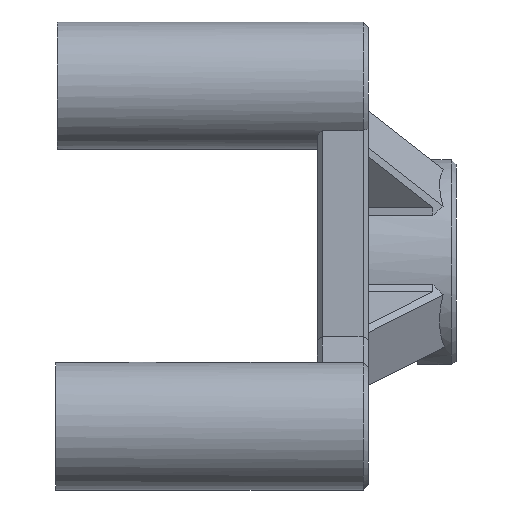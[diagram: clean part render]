
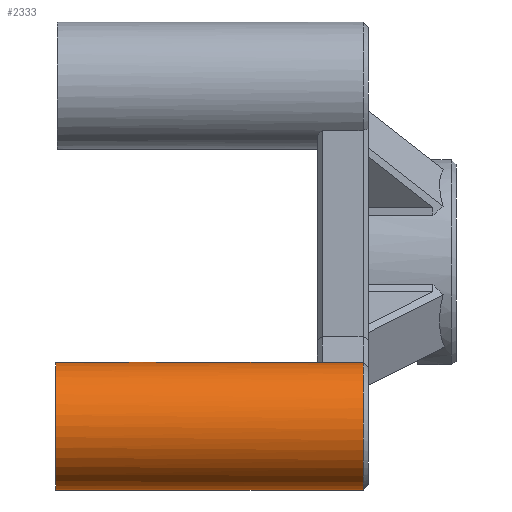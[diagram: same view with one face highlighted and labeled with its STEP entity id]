
A CAD part, left-side view. The second image highlights one B-rep face of the part: STEP entity #2333.
In plain terms, the highlighted cylindrical face has radius 5 mm (diameter 10 mm), a full revolution.
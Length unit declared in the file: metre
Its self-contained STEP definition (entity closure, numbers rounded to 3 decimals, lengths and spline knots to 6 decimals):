
#22=CYLINDRICAL_SURFACE('',#2574,0.005);
#58=CIRCLE('',#2409,0.005);
#60=CIRCLE('',#2415,0.005);
#87=CIRCLE('',#2512,0.005);
#102=CIRCLE('',#2565,0.005);
#106=CIRCLE('',#2572,0.005);
#113=ELLIPSE('',#2367,0.007071,0.005);
#116=ELLIPSE('',#2378,0.007071,0.005);
#117=ELLIPSE('',#2380,0.007071,0.005);
#122=ELLIPSE('',#2397,0.007071,0.005);
#139=ELLIPSE('',#2561,0.007071,0.005);
#679=ORIENTED_EDGE('',*,*,#880,.F.);
#680=ORIENTED_EDGE('',*,*,#1110,.F.);
#681=ORIENTED_EDGE('',*,*,#1046,.F.);
#682=ORIENTED_EDGE('',*,*,#805,.T.);
#683=ORIENTED_EDGE('',*,*,#865,.T.);
#684=ORIENTED_EDGE('',*,*,#845,.F.);
#685=ORIENTED_EDGE('',*,*,#867,.F.);
#686=ORIENTED_EDGE('',*,*,#1114,.T.);
#687=ORIENTED_EDGE('',*,*,#1107,.T.);
#688=ORIENTED_EDGE('',*,*,#877,.T.);
#689=ORIENTED_EDGE('',*,*,#823,.F.);
#690=ORIENTED_EDGE('',*,*,#874,.F.);
#691=ORIENTED_EDGE('',*,*,#821,.F.);
#692=ORIENTED_EDGE('',*,*,#1043,.F.);
#805=EDGE_CURVE('',#1136,#1135,#113,.T.);
#821=EDGE_CURVE('',#1151,#1152,#116,.T.);
#823=EDGE_CURVE('',#1153,#1154,#117,.T.);
#845=EDGE_CURVE('',#1171,#1172,#122,.T.);
#865=EDGE_CURVE('',#1135,#1172,#58,.T.);
#867=EDGE_CURVE('',#1184,#1171,#1381,.T.);
#874=EDGE_CURVE('',#1152,#1153,#60,.T.);
#877=EDGE_CURVE('',#1188,#1154,#1389,.T.);
#880=EDGE_CURVE('',#1144,#1151,#1392,.T.);
#1043=EDGE_CURVE('',#1307,#1307,#87,.T.);
#1046=EDGE_CURVE('',#1136,#1310,#1521,.T.);
#1107=EDGE_CURVE('',#1335,#1188,#139,.T.);
#1110=EDGE_CURVE('',#1310,#1144,#102,.T.);
#1114=EDGE_CURVE('',#1184,#1335,#106,.T.);
#1135=VERTEX_POINT('',#3304);
#1136=VERTEX_POINT('',#3306);
#1144=VERTEX_POINT('',#3324);
#1151=VERTEX_POINT('',#3340);
#1152=VERTEX_POINT('',#3342);
#1153=VERTEX_POINT('',#3346);
#1154=VERTEX_POINT('',#3347);
#1171=VERTEX_POINT('',#3398);
#1172=VERTEX_POINT('',#3399);
#1184=VERTEX_POINT('',#3441);
#1188=VERTEX_POINT('',#3459);
#1307=VERTEX_POINT('',#3804);
#1310=VERTEX_POINT('',#3814);
#1335=VERTEX_POINT('',#3926);
#1381=LINE('',#3440,#1612);
#1389=LINE('',#3458,#1620);
#1392=LINE('',#3463,#1623);
#1521=LINE('',#3813,#1752);
#1612=VECTOR('',#2729,1.);
#1620=VECTOR('',#2749,1.);
#1623=VECTOR('',#2754,1.);
#1752=VECTOR('',#3083,1.);
#1936=EDGE_LOOP('',(#679,#680,#681,#682,#683,#684,#685,#686,#687,#688,#689,
#690,#691));
#1937=EDGE_LOOP('',(#692));
#2086=FACE_BOUND('',#1936,.T.);
#2087=FACE_BOUND('',#1937,.T.);
#2333=ADVANCED_FACE('',(#2086,#2087),#22,.T.);
#2367=AXIS2_PLACEMENT_3D('',#3305,#2605,#2606);
#2378=AXIS2_PLACEMENT_3D('',#3341,#2636,#2637);
#2380=AXIS2_PLACEMENT_3D('',#3345,#2641,#2642);
#2397=AXIS2_PLACEMENT_3D('',#3397,#2684,#2685);
#2409=AXIS2_PLACEMENT_3D('',#3437,#2723,#2724);
#2415=AXIS2_PLACEMENT_3D('',#3453,#2742,#2743);
#2512=AXIS2_PLACEMENT_3D('',#3803,#3069,#3070);
#2561=AXIS2_PLACEMENT_3D('',#3925,#3212,#3213);
#2565=AXIS2_PLACEMENT_3D('',#3931,#3221,#3222);
#2572=AXIS2_PLACEMENT_3D('',#3938,#3235,#3236);
#2574=AXIS2_PLACEMENT_3D('',#3940,#3239,#3240);
#2605=DIRECTION('',(-0.348,0.707,0.615));
#2606=DIRECTION('',(-0.348,-0.707,0.615));
#2636=DIRECTION('',(0.,-0.707,0.707));
#2637=DIRECTION('',(0.,0.707,0.707));
#2641=DIRECTION('',(0.,-0.707,-0.707));
#2642=DIRECTION('',(0.,0.707,-0.707));
#2684=DIRECTION('',(-0.348,-0.707,0.615));
#2685=DIRECTION('',(0.348,-0.707,-0.615));
#2723=DIRECTION('',(0.,1.,0.));
#2724=DIRECTION('',(0.,0.,-1.));
#2729=DIRECTION('',(0.,1.,0.));
#2742=DIRECTION('',(0.,-1.,0.));
#2743=DIRECTION('',(0.,0.,-1.));
#2749=DIRECTION('',(0.,1.,0.));
#2754=DIRECTION('',(0.,1.,0.));
#3069=DIRECTION('',(0.,1.,0.));
#3070=DIRECTION('',(0.,0.,-1.));
#3083=DIRECTION('',(0.,-1.,0.));
#3212=DIRECTION('',(0.,0.707,-0.707));
#3213=DIRECTION('',(0.,0.707,0.707));
#3221=DIRECTION('',(0.,-1.,0.));
#3222=DIRECTION('',(0.,0.,-1.));
#3235=DIRECTION('',(0.,1.,0.));
#3236=DIRECTION('',(0.,0.,-1.));
#3239=DIRECTION('',(0.,1.,0.));
#3240=DIRECTION('',(0.,0.,-1.));
#3304=CARTESIAN_POINT('',(0.195559,0.000797,0.181546));
#3305=CARTESIAN_POINT('',(0.193159,0.003432,0.17716));
#3306=CARTESIAN_POINT('',(0.195122,0.000397,0.181758));
#3324=CARTESIAN_POINT('',(0.196577,-0.002803,0.173511));
#3340=CARTESIAN_POINT('',(0.196577,0.000397,0.173511));
#3341=CARTESIAN_POINT('',(0.193159,0.004046,0.17716));
#3342=CARTESIAN_POINT('',(0.196959,0.000797,0.173911));
#3345=CARTESIAN_POINT('',(0.193159,-0.000886,0.17716));
#3346=CARTESIAN_POINT('',(0.197867,0.000797,0.175476));
#3347=CARTESIAN_POINT('',(0.197991,0.000397,0.175876));
#3397=CARTESIAN_POINT('',(0.193159,-0.000237,0.17716));
#3398=CARTESIAN_POINT('',(0.197162,0.000397,0.180155));
#3399=CARTESIAN_POINT('',(0.196906,0.000797,0.18047));
#3437=CARTESIAN_POINT('',(0.193159,0.000797,0.17716));
#3440=CARTESIAN_POINT('',(0.197162,-0.000203,0.180155));
#3441=CARTESIAN_POINT('',(0.197162,-0.000203,0.180155));
#3453=CARTESIAN_POINT('',(0.193159,0.000797,0.17716));
#3458=CARTESIAN_POINT('',(0.197991,-0.000237,0.175876));
#3459=CARTESIAN_POINT('',(0.197991,-0.000237,0.175876));
#3463=CARTESIAN_POINT('',(0.196577,-0.002803,0.173511));
#3803=CARTESIAN_POINT('',(0.193159,0.021297,0.17716));
#3804=CARTESIAN_POINT('',(0.193159,0.021297,0.17216));
#3813=CARTESIAN_POINT('',(0.195122,0.000397,0.181758));
#3814=CARTESIAN_POINT('',(0.195122,-0.002803,0.181758));
#3925=CARTESIAN_POINT('',(0.193159,0.001046,0.17716));
#3926=CARTESIAN_POINT('',(0.198,-0.000203,0.175911));
#3931=CARTESIAN_POINT('',(0.193159,-0.002803,0.17716));
#3938=CARTESIAN_POINT('',(0.193159,-0.000203,0.17716));
#3940=CARTESIAN_POINT('',(0.193159,-0.003133,0.17716));
